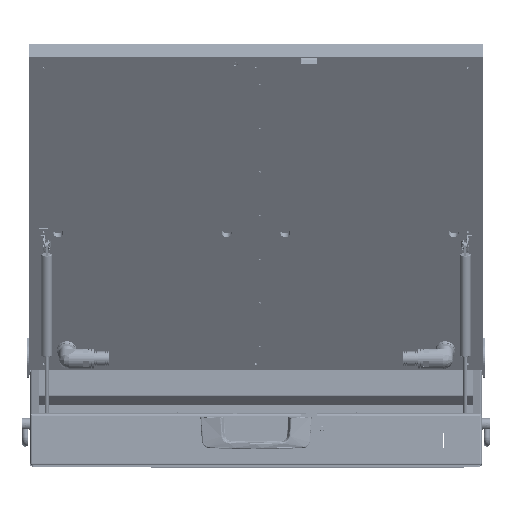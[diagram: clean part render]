
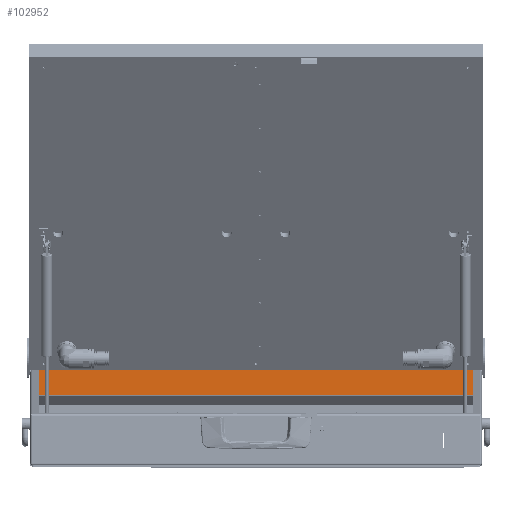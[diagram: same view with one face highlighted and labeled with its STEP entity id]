
A CAD part, top view. The second image highlights one B-rep face of the part: STEP entity #102952.
In plain terms, the highlighted planar face has unit normal (0, 0, 1).
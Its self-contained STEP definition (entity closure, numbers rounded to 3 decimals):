
#387 = DIRECTION ( 'NONE',  ( 0., -1., 0. ) ) ;
#748 = DIRECTION ( 'NONE',  ( 0., 0., -1. ) ) ;
#3376 = CARTESIAN_POINT ( 'NONE',  ( -323., 138.404, -255. ) ) ;
#3774 = CARTESIAN_POINT ( 'NONE',  ( -323., 138.404, -255. ) ) ;
#5812 = CARTESIAN_POINT ( 'NONE',  ( 323., 138.158, -255. ) ) ;
#7242 = LINE ( 'NONE', #68595, #100059 ) ;
#7391 = VECTOR ( 'NONE', #30105, 1000. ) ;
#8281 = CARTESIAN_POINT ( 'NONE',  ( 323., 102.414, -255. ) ) ;
#9121 = VERTEX_POINT ( 'NONE', #72194 ) ;
#10179 = LINE ( 'NONE', #3774, #21766 ) ;
#13260 = CARTESIAN_POINT ( 'NONE',  ( -323., 138.158, -255. ) ) ;
#16202 = ORIENTED_EDGE ( 'NONE', *, *, #32825, .F. ) ;
#21530 = VECTOR ( 'NONE', #387, 1000. ) ;
#21766 = VECTOR ( 'NONE', #39003, 1000. ) ;
#22327 = EDGE_CURVE ( 'NONE', #88440, #59157, #7242, .T. ) ;
#23476 = EDGE_CURVE ( 'NONE', #82846, #9121, #10179, .T. ) ;
#24473 = LINE ( 'NONE', #25003, #96748 ) ;
#24541 = ORIENTED_EDGE ( 'NONE', *, *, #35446, .T. ) ;
#25003 = CARTESIAN_POINT ( 'NONE',  ( 323., 140., -255. ) ) ;
#29385 = VERTEX_POINT ( 'NONE', #83176 ) ;
#29843 = ORIENTED_EDGE ( 'NONE', *, *, #103702, .T. ) ;
#30105 = DIRECTION ( 'NONE',  ( 0., -1., 0. ) ) ;
#30600 = EDGE_LOOP ( 'NONE', ( #47315, #29843, #43243, #16202, #101567, #24541 ) ) ;
#31928 = CARTESIAN_POINT ( 'NONE',  ( -323., 138.404, -255. ) ) ;
#32825 = EDGE_CURVE ( 'NONE', #88440, #104699, #86798, .T. ) ;
#33919 = DIRECTION ( 'NONE',  ( -1., 0., 0. ) ) ;
#35378 = DIRECTION ( 'NONE',  ( -1., 0., 0. ) ) ;
#35446 = EDGE_CURVE ( 'NONE', #59157, #82846, #38050, .T. ) ;
#38050 = LINE ( 'NONE', #3376, #7391 ) ;
#39003 = DIRECTION ( 'NONE',  ( 0., -1., 0. ) ) ;
#43243 = ORIENTED_EDGE ( 'NONE', *, *, #87889, .F. ) ;
#46810 = CARTESIAN_POINT ( 'NONE',  ( 323., 138.404, -255. ) ) ;
#47315 = ORIENTED_EDGE ( 'NONE', *, *, #23476, .T. ) ;
#52788 = DIRECTION ( 'NONE',  ( 0., -1., 0. ) ) ;
#59157 = VERTEX_POINT ( 'NONE', #31928 ) ;
#68595 = CARTESIAN_POINT ( 'NONE',  ( 323., 138.404, -255. ) ) ;
#70067 = CARTESIAN_POINT ( 'NONE',  ( 323., 138.404, -255. ) ) ;
#72194 = CARTESIAN_POINT ( 'NONE',  ( -323., 102.414, -255. ) ) ;
#78238 = CARTESIAN_POINT ( 'NONE',  ( 323., 138.404, -255. ) ) ;
#78586 = PLANE ( 'NONE',  #92043 ) ;
#82846 = VERTEX_POINT ( 'NONE', #13260 ) ;
#83176 = CARTESIAN_POINT ( 'NONE',  ( 323., 102.414, -255. ) ) ;
#86186 = LINE ( 'NONE', #8281, #95747 ) ;
#86730 = DIRECTION ( 'NONE',  ( 1., 0., 0. ) ) ;
#86798 = LINE ( 'NONE', #78238, #21530 ) ;
#87889 = EDGE_CURVE ( 'NONE', #104699, #29385, #24473, .T. ) ;
#88440 = VERTEX_POINT ( 'NONE', #46810 ) ;
#92043 = AXIS2_PLACEMENT_3D ( 'NONE', #70067, #748, #35378 ) ;
#95747 = VECTOR ( 'NONE', #86730, 1000. ) ;
#96748 = VECTOR ( 'NONE', #52788, 1000. ) ;
#97975 = FACE_OUTER_BOUND ( 'NONE', #30600, .T. ) ;
#100059 = VECTOR ( 'NONE', #33919, 1000. ) ;
#101567 = ORIENTED_EDGE ( 'NONE', *, *, #22327, .T. ) ;
#102952 = ADVANCED_FACE ( 'NONE', ( #97975 ), #78586, .F. ) ;
#103702 = EDGE_CURVE ( 'NONE', #9121, #29385, #86186, .T. ) ;
#104699 = VERTEX_POINT ( 'NONE', #5812 ) ;
